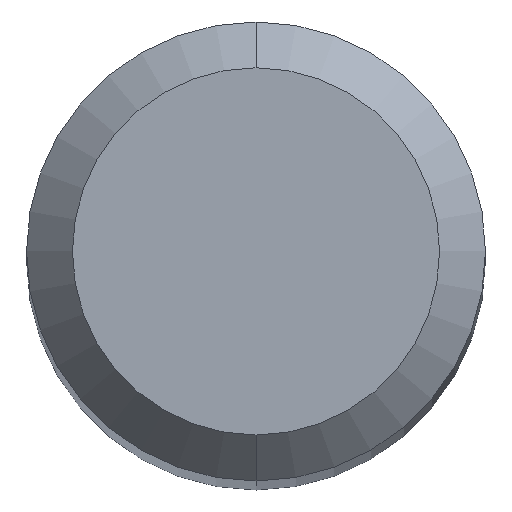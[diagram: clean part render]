
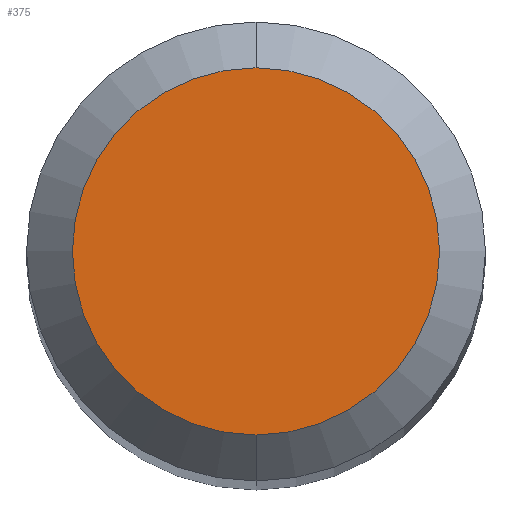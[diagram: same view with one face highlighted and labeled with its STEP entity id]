
A CAD part, top view. The second image highlights one B-rep face of the part: STEP entity #375.
In plain terms, the highlighted planar face has unit normal (0, 0, 1).
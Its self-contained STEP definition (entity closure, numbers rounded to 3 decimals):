
#189=VERTEX_POINT('',#497);
#259=EDGE_CURVE('',#369,#189,#574,.T.);
#369=VERTEX_POINT('',#695);
#375=ADVANCED_FACE('',(#702),#703,.T.);
#385=EDGE_CURVE('',#189,#369,#714,.T.);
#497=CARTESIAN_POINT('',(0.0,1.2,0.0));
#574=CIRCLE('',#987,1.2);
#695=CARTESIAN_POINT('',(0.,-1.2,0.0));
#702=FACE_OUTER_BOUND('',#1259,.T.);
#703=PLANE('',#1260);
#714=CIRCLE('',#1276,1.2);
#987=AXIS2_PLACEMENT_3D('',#1551,#1552,#1553);
#1259=EDGE_LOOP('',(#1700,#1701));
#1260=AXIS2_PLACEMENT_3D('',#1702,#1703,#1704);
#1276=AXIS2_PLACEMENT_3D('',#1715,#1716,#1717);
#1551=CARTESIAN_POINT('',(0.0,0.0,0.0));
#1552=DIRECTION('',(0.0,0.0,-1.0));
#1553=DIRECTION('',(0.0,1.0,0.0));
#1700=ORIENTED_EDGE('',*,*,#385,.F.);
#1701=ORIENTED_EDGE('',*,*,#259,.F.);
#1702=CARTESIAN_POINT('',(0.0,0.6,0.0));
#1703=DIRECTION('',(-0.0,0.0,1.0));
#1704=DIRECTION('',(0.0,-1.0,0.0));
#1715=CARTESIAN_POINT('',(0.0,0.0,0.0));
#1716=DIRECTION('',(0.0,0.0,-1.0));
#1717=DIRECTION('',(0.0,1.0,0.0));
